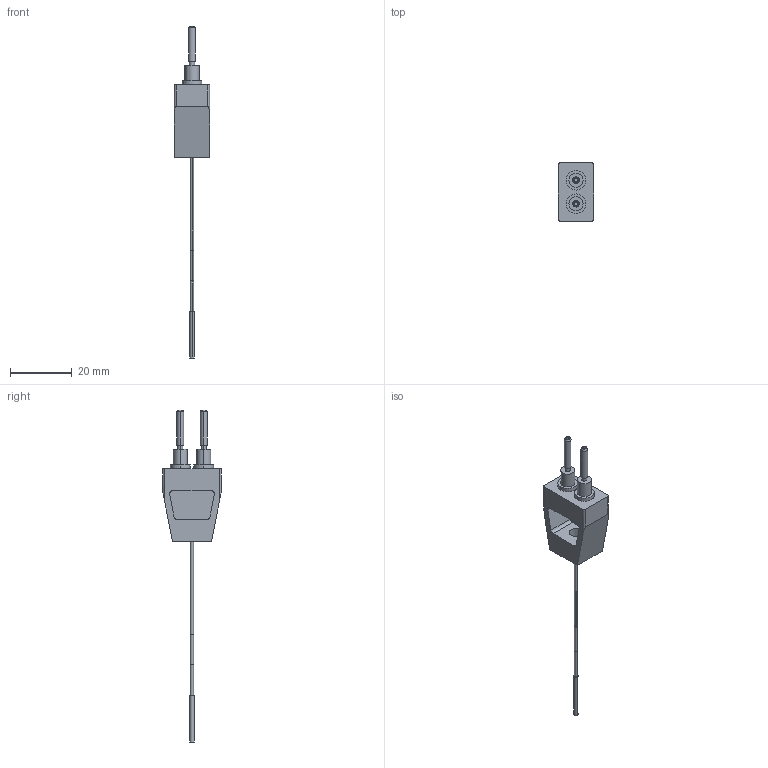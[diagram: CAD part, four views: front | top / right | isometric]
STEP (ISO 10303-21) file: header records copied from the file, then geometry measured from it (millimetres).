
FILE_DESCRIPTION((''),'2;1');
FILE_NAME('191552_ASM','2016-02-16T',('pdmadmin'),(''),'PRO/ENGINEER BY PARAMETRIC TECHNOLOGY CORPORATION, 2013230','PRO/ENGINEER BY PARAMETRIC TECHNOLOGY CORPORATION, 2013230','');
FILE_SCHEMA(('CONFIG_CONTROL_DESIGN'));
Length unit declared in the file: inch
Products named in the file (7): 38725; 38732; 40197; 39365; FIBER_CORE_-25_010; 38328_ASM; 191552_ASM
Assembly tree (10 placements, depth 3):
  191552_ASM
    38328_ASM
      38725
      38732
      40197
      39365  x2
      FIBER_CORE_-25_010  x4
Bounding box: 11.43 x 19.05 x 107.66 mm (x, y, z)
Volume: 3555.3 mm3; surface area: 3693.4 mm2
Topology: 9 solids, 13 shells, 569 faces, 1543 edges, 1016 vertices
Faces by surface type: plane 301, cylinder 230, cone 24, bspline 10, torus 4
Entity records: 17529 total; most frequent: CARTESIAN_POINT 3485, DIRECTION 2973, ORIENTED_EDGE 2886, EDGE_CURVE 1459, VECTOR 1001, LINE 1001, AXIS2_PLACEMENT_3D 986, VERTEX_POINT 964
